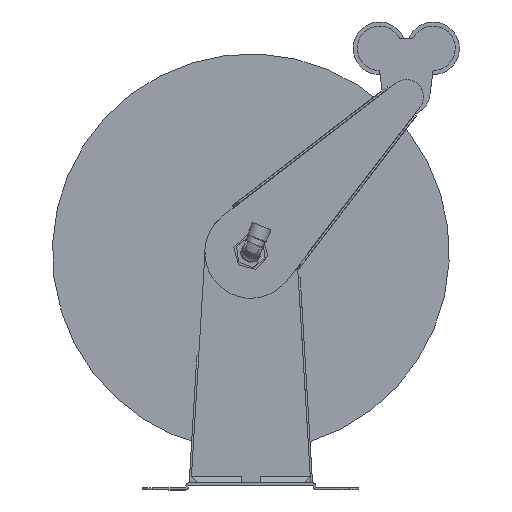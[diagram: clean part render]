
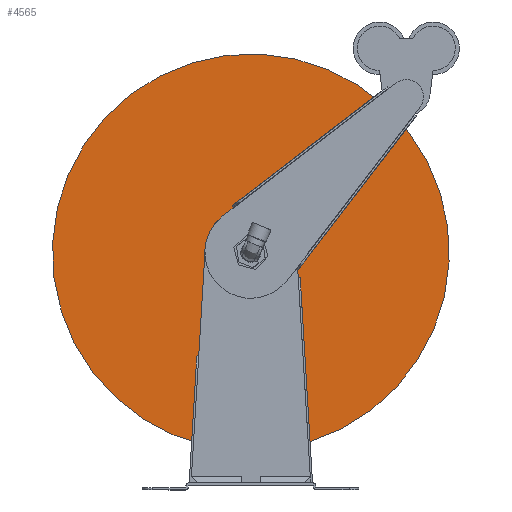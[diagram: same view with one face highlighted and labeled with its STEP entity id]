
A CAD part, left-side view. The second image highlights one B-rep face of the part: STEP entity #4565.
In plain terms, the highlighted face is planar.
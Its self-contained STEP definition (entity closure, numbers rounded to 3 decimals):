
#294=CIRCLE('',#5125,207.5);
#732=ORIENTED_EDGE('',*,*,#1874,.F.);
#1874=EDGE_CURVE('',#2464,#2464,#294,.T.);
#2464=VERTEX_POINT('',#7270);
#3783=EDGE_LOOP('',(#732));
#4092=FACE_BOUND('',#3783,.T.);
#4364=PLANE('',#5124);
#4565=ADVANCED_FACE('',(#4092),#4364,.F.);
#5124=AXIS2_PLACEMENT_3D('',#7268,#5754,#5755);
#5125=AXIS2_PLACEMENT_3D('',#7269,#5756,#5757);
#5754=DIRECTION('',(0.,0.,1.));
#5755=DIRECTION('',(-0.221,-0.975,0.));
#5756=DIRECTION('',(0.,0.,1.));
#5757=DIRECTION('',(0.,-1.,0.));
#7268=CARTESIAN_POINT('',(-126.749,-112.554,-75.183));
#7269=CARTESIAN_POINT('',(-96.253,21.841,-75.183));
#7270=CARTESIAN_POINT('',(-96.253,-185.659,-75.183));
